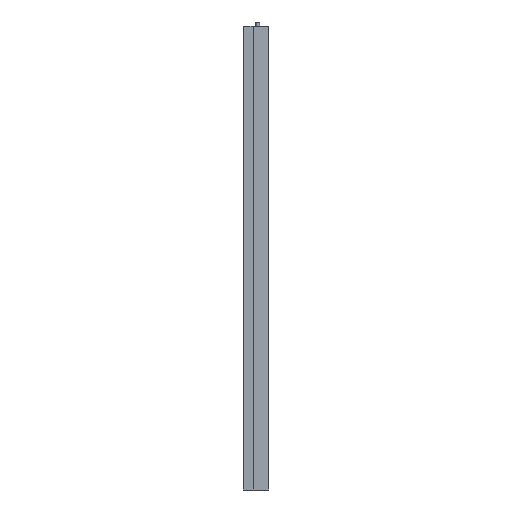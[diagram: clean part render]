
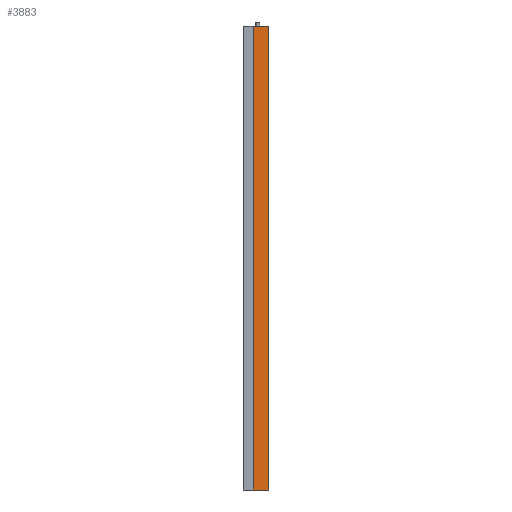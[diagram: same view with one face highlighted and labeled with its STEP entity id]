
A CAD part, left-side view. The second image highlights one B-rep face of the part: STEP entity #3883.
In plain terms, the highlighted planar face has unit normal (-1, 0, 0).
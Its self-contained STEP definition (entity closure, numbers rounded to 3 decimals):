
#1562 = VERTEX_POINT ( 'NONE', #16081 ) ;
#2887 = FACE_OUTER_BOUND ( 'NONE', #3148, .T. ) ;
#3132 = LINE ( 'NONE', #13817, #13087 ) ;
#3148 = EDGE_LOOP ( 'NONE', ( #8085, #31568, #14391, #24710 ) ) ;
#3883 = ADVANCED_FACE ( 'NONE', ( #2887 ), #30870, .F. ) ;
#5280 = CARTESIAN_POINT ( 'NONE',  ( -5.75, 0., 417. ) ) ;
#5334 = EDGE_CURVE ( 'NONE', #11070, #1562, #15796, .T. ) ;
#6255 = VERTEX_POINT ( 'NONE', #34778 ) ;
#8085 = ORIENTED_EDGE ( 'NONE', *, *, #5334, .T. ) ;
#8662 = VERTEX_POINT ( 'NONE', #21384 ) ;
#9557 = CARTESIAN_POINT ( 'NONE',  ( -5.75, 0., -417. ) ) ;
#10238 = LINE ( 'NONE', #15407, #23605 ) ;
#10399 = EDGE_CURVE ( 'NONE', #6255, #11070, #21468, .T. ) ;
#10791 = CARTESIAN_POINT ( 'NONE',  ( -5.75, 27.938, 417. ) ) ;
#11070 = VERTEX_POINT ( 'NONE', #29485 ) ;
#13087 = VECTOR ( 'NONE', #30922, 1000. ) ;
#13817 = CARTESIAN_POINT ( 'NONE',  ( -5.75, 0., 417. ) ) ;
#14165 = AXIS2_PLACEMENT_3D ( 'NONE', #5280, #24617, #21853 ) ;
#14391 = ORIENTED_EDGE ( 'NONE', *, *, #33334, .F. ) ;
#15407 = CARTESIAN_POINT ( 'NONE',  ( -5.75, 0.3, 417. ) ) ;
#15796 = LINE ( 'NONE', #9557, #35920 ) ;
#15908 = VECTOR ( 'NONE', #24040, 1000. ) ;
#16081 = CARTESIAN_POINT ( 'NONE',  ( -5.75, 0.3, -417. ) ) ;
#21384 = CARTESIAN_POINT ( 'NONE',  ( -5.75, 0.3, 417. ) ) ;
#21466 = DIRECTION ( 'NONE',  ( 0., 0., 1. ) ) ;
#21468 = LINE ( 'NONE', #10791, #15908 ) ;
#21853 = DIRECTION ( 'NONE',  ( 0., 1., 0. ) ) ;
#23605 = VECTOR ( 'NONE', #21466, 1000. ) ;
#24040 = DIRECTION ( 'NONE',  ( 0., 0., -1. ) ) ;
#24072 = DIRECTION ( 'NONE',  ( 0., -1., 0. ) ) ;
#24617 = DIRECTION ( 'NONE',  ( 1., 0., 0. ) ) ;
#24710 = ORIENTED_EDGE ( 'NONE', *, *, #10399, .T. ) ;
#25595 = EDGE_CURVE ( 'NONE', #1562, #8662, #10238, .T. ) ;
#29485 = CARTESIAN_POINT ( 'NONE',  ( -5.75, 27.938, -417. ) ) ;
#30870 = PLANE ( 'NONE',  #14165 ) ;
#30922 = DIRECTION ( 'NONE',  ( 0., -1., 0. ) ) ;
#31568 = ORIENTED_EDGE ( 'NONE', *, *, #25595, .T. ) ;
#33334 = EDGE_CURVE ( 'NONE', #6255, #8662, #3132, .T. ) ;
#34778 = CARTESIAN_POINT ( 'NONE',  ( -5.75, 27.938, 417. ) ) ;
#35920 = VECTOR ( 'NONE', #24072, 1000. ) ;
